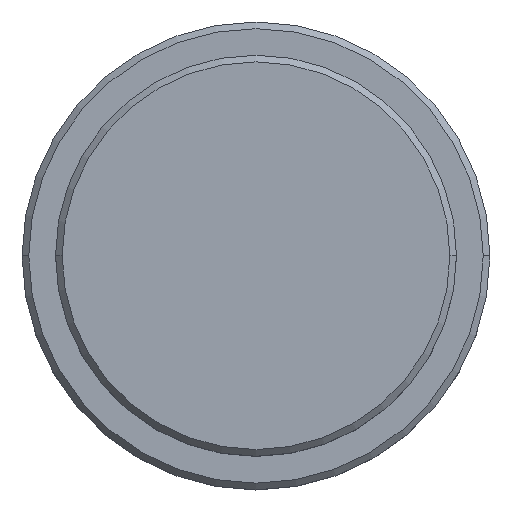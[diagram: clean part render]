
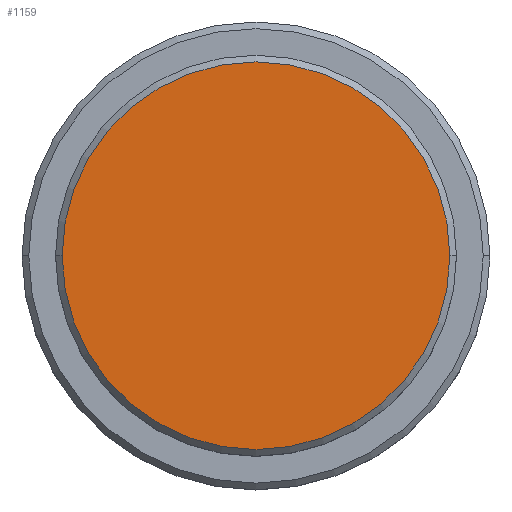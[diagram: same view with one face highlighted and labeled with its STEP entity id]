
A CAD part, top view. The second image highlights one B-rep face of the part: STEP entity #1159.
In plain terms, the highlighted planar face has unit normal (0, 0, 1).
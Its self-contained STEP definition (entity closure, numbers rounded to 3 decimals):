
#118 = CIRCLE ( 'NONE', #709, 14.5 ) ;
#130 = DIRECTION ( 'NONE',  ( 1., 0., 0. ) ) ;
#131 = DIRECTION ( 'NONE',  ( 1., 0., 0. ) ) ;
#142 = FACE_OUTER_BOUND ( 'NONE', #711, .T. ) ;
#147 = VERTEX_POINT ( 'NONE', #1105 ) ;
#349 = PLANE ( 'NONE',  #374 ) ;
#374 = AXIS2_PLACEMENT_3D ( 'NONE', #585, #1213, #130 ) ;
#426 = CIRCLE ( 'NONE', #1269, 14.5 ) ;
#545 = CARTESIAN_POINT ( 'NONE',  ( 0., 0., 0. ) ) ;
#585 = CARTESIAN_POINT ( 'NONE',  ( 0., 0., 0. ) ) ;
#612 = EDGE_CURVE ( 'NONE', #1278, #147, #118, .T. ) ;
#709 = AXIS2_PLACEMENT_3D ( 'NONE', #913, #1136, #815 ) ;
#711 = EDGE_LOOP ( 'NONE', ( #1060, #866 ) ) ;
#718 = EDGE_CURVE ( 'NONE', #147, #1278, #426, .T. ) ;
#815 = DIRECTION ( 'NONE',  ( 1., 0., 0. ) ) ;
#866 = ORIENTED_EDGE ( 'NONE', *, *, #612, .T. ) ;
#913 = CARTESIAN_POINT ( 'NONE',  ( 0., 0., 0. ) ) ;
#1060 = ORIENTED_EDGE ( 'NONE', *, *, #718, .T. ) ;
#1105 = CARTESIAN_POINT ( 'NONE',  ( -14.5, 0., 0. ) ) ;
#1110 = DIRECTION ( 'NONE',  ( 0., 0., 1. ) ) ;
#1136 = DIRECTION ( 'NONE',  ( 0., 0., 1. ) ) ;
#1154 = CARTESIAN_POINT ( 'NONE',  ( 14.5, 0., 0. ) ) ;
#1159 = ADVANCED_FACE ( 'NONE', ( #142 ), #349, .T. ) ;
#1213 = DIRECTION ( 'NONE',  ( 0., 0., 1. ) ) ;
#1269 = AXIS2_PLACEMENT_3D ( 'NONE', #545, #1110, #131 ) ;
#1278 = VERTEX_POINT ( 'NONE', #1154 ) ;
